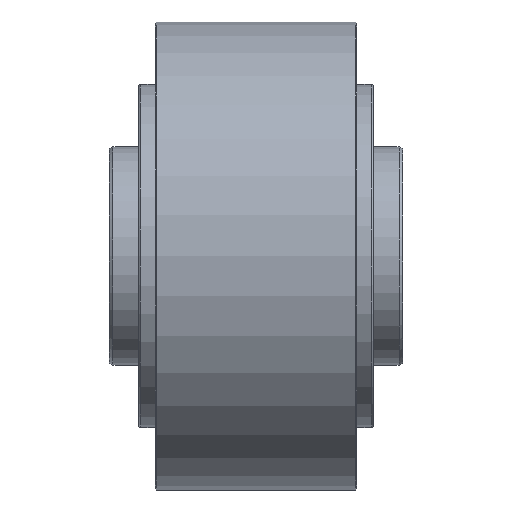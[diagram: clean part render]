
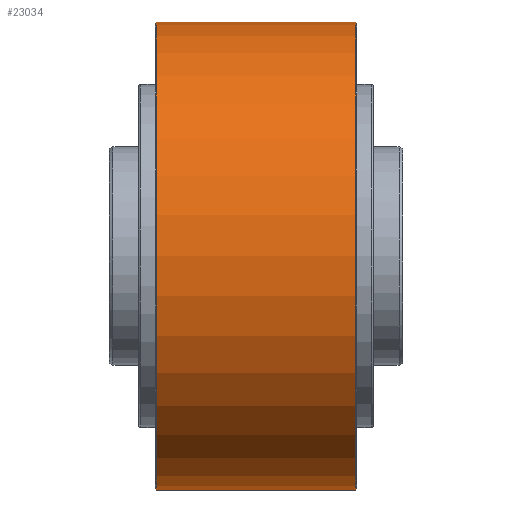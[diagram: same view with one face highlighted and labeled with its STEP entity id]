
A CAD part, top view. The second image highlights one B-rep face of the part: STEP entity #23034.
In plain terms, the highlighted cylindrical face has radius 75 mm (diameter 150 mm), a partial arc.
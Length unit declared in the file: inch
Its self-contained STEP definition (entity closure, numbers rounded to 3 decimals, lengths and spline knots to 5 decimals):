
#21027=CARTESIAN_POINT('',(-1.25984,0.,0.));
#21028=DIRECTION('',(-1.,0.,0.));
#21029=DIRECTION('',(0.,-1.,0.));
#21030=AXIS2_PLACEMENT_3D('',#21027,#21028,#21029);
#21207=DIRECTION('',(1.,0.,0.));
#21208=VECTOR('',#21207,2.51969);
#21209=CARTESIAN_POINT('',(-1.25984,2.95276,0.));
#21210=LINE('',#21209,#21208);
#21211=DIRECTION('',(-1.,0.,0.));
#21212=VECTOR('',#21211,2.51969);
#21213=CARTESIAN_POINT('',(1.25984,-2.95276,0.));
#21214=LINE('',#21213,#21212);
#21215=CARTESIAN_POINT('',(1.25984,0.,0.));
#21216=DIRECTION('',(1.,0.,0.));
#21217=DIRECTION('',(0.,1.,0.));
#21218=AXIS2_PLACEMENT_3D('',#21215,#21216,#21217);
#22502=CARTESIAN_POINT('',(-1.25984,-2.95276,0.));
#22503=CARTESIAN_POINT('',(-1.25984,2.95276,0.));
#22504=VERTEX_POINT('',#22502);
#22505=VERTEX_POINT('',#22503);
#22506=CARTESIAN_POINT('',(1.25984,2.95276,0.));
#22507=VERTEX_POINT('',#22506);
#22508=CARTESIAN_POINT('',(1.25984,-2.95276,0.));
#22509=VERTEX_POINT('',#22508);
#23020=CARTESIAN_POINT('',(-1.25984,0.,0.));
#23021=DIRECTION('',(1.,0.,0.));
#23022=DIRECTION('',(0.,-1.,0.));
#23023=AXIS2_PLACEMENT_3D('',#23020,#23021,#23022);
#23024=CYLINDRICAL_SURFACE('',#23023,2.95276);
#23026=ORIENTED_EDGE('',*,*,#23025,.T.);
#23027=ORIENTED_EDGE('',*,*,#22864,.T.);
#23029=ORIENTED_EDGE('',*,*,#23028,.T.);
#23031=ORIENTED_EDGE('',*,*,#23030,.T.);
#23032=EDGE_LOOP('',(#23026,#23027,#23029,#23031));
#23033=FACE_OUTER_BOUND('',#23032,.F.);
#21031=CIRCLE('',#21030,2.95276);
#21219=CIRCLE('',#21218,2.95276);
#22864=EDGE_CURVE('',#22504,#22505,#21031,.T.);
#23025=EDGE_CURVE('',#22509,#22504,#21214,.T.);
#23028=EDGE_CURVE('',#22505,#22507,#21210,.T.);
#23030=EDGE_CURVE('',#22507,#22509,#21219,.T.);
#23034=ADVANCED_FACE('',(#23033),#23024,.T.);
